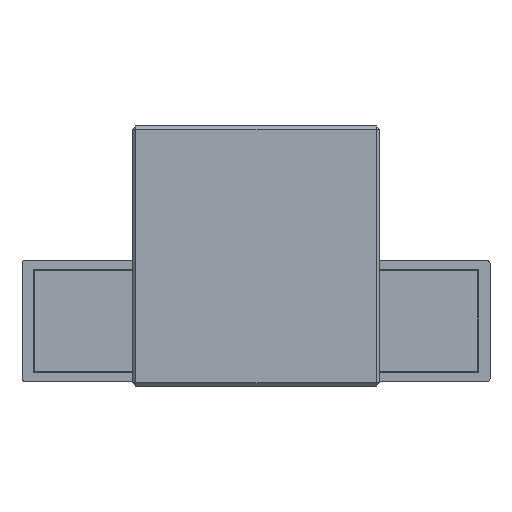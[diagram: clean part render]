
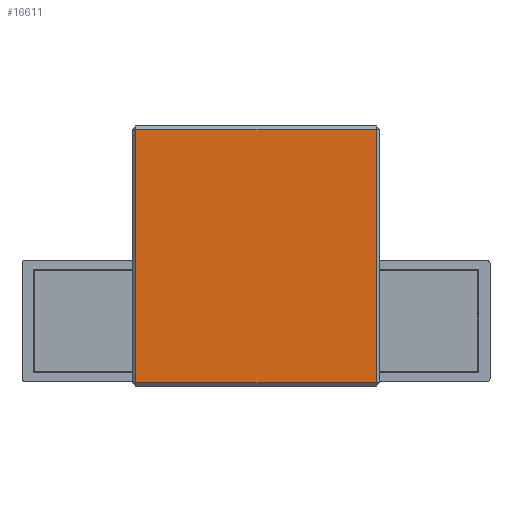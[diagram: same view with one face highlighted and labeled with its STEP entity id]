
A CAD part, front view. The second image highlights one B-rep face of the part: STEP entity #16611.
In plain terms, the highlighted planar face has unit normal (0, -1, 0).
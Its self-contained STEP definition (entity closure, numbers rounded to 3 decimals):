
#714=PLANE('',#17710);
#1550=FACE_OUTER_BOUND('',#2466,.T.);
#2466=EDGE_LOOP('',(#13803,#13804,#13805,#13806));
#3945=LINE('',#28503,#5823);
#3946=LINE('',#28505,#5824);
#3948=LINE('',#28508,#5826);
#3951=LINE('',#28513,#5829);
#5823=VECTOR('',#20663,10.);
#5824=VECTOR('',#20666,10.);
#5826=VECTOR('',#20670,10.);
#5829=VECTOR('',#20677,10.);
#7903=VERTEX_POINT('',#28485);
#7905=VERTEX_POINT('',#28491);
#7906=VERTEX_POINT('',#28495);
#7907=VERTEX_POINT('',#28499);
#9987=EDGE_CURVE('',#7906,#7907,#3945,.T.);
#9988=EDGE_CURVE('',#7907,#7905,#3946,.T.);
#9990=EDGE_CURVE('',#7903,#7906,#3948,.T.);
#9993=EDGE_CURVE('',#7905,#7903,#3951,.T.);
#13803=ORIENTED_EDGE('',*,*,#9987,.F.);
#13804=ORIENTED_EDGE('',*,*,#9990,.F.);
#13805=ORIENTED_EDGE('',*,*,#9993,.F.);
#13806=ORIENTED_EDGE('',*,*,#9988,.F.);
#16611=ADVANCED_FACE('',(#1550),#714,.F.);
#17710=AXIS2_PLACEMENT_3D('',#28514,#20678,#20679);
#20663=DIRECTION('',(1.,0.,0.));
#20666=DIRECTION('',(0.,0.,-1.));
#20670=DIRECTION('',(0.,0.,1.));
#20677=DIRECTION('',(-1.,0.,0.));
#20678=DIRECTION('center_axis',(0.,1.,0.));
#20679=DIRECTION('ref_axis',(1.,0.,0.));
#28485=CARTESIAN_POINT('',(-18.5,-152.45,-9.5));
#28491=CARTESIAN_POINT('',(18.5,-152.45,-9.5));
#28495=CARTESIAN_POINT('',(-18.5,-152.45,29.5));
#28499=CARTESIAN_POINT('',(18.5,-152.45,29.5));
#28503=CARTESIAN_POINT('',(9.5,-152.45,29.5));
#28505=CARTESIAN_POINT('',(18.5,-152.45,0.));
#28508=CARTESIAN_POINT('',(-18.5,-152.45,20.));
#28513=CARTESIAN_POINT('',(-9.5,-152.45,-9.5));
#28514=CARTESIAN_POINT('Origin',(0.,-152.45,10.));
